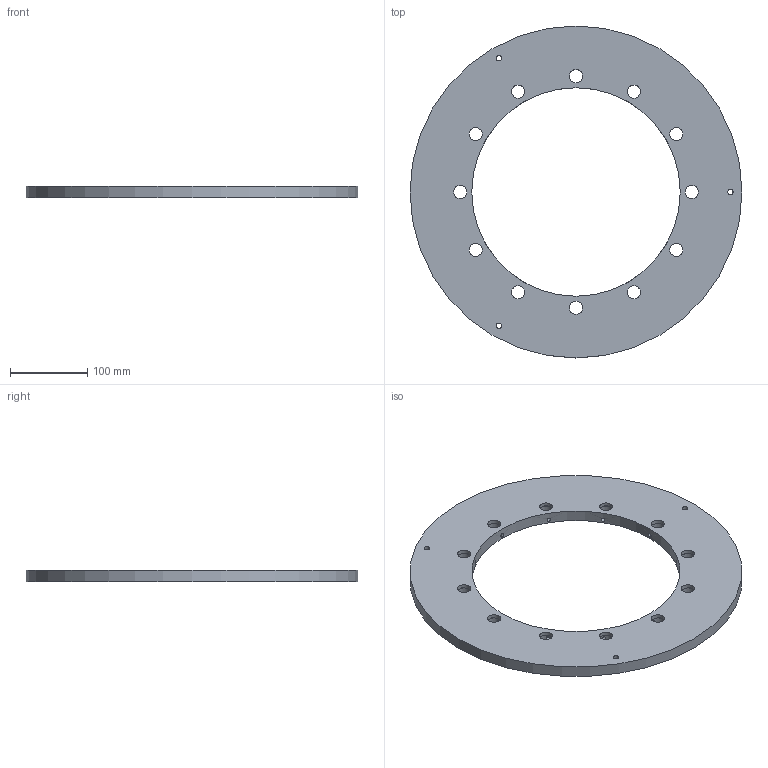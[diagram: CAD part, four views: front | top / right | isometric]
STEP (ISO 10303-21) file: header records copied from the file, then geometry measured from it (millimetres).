
FILE_DESCRIPTION(('FreeCAD Model'),'2;1');
FILE_NAME('Open CASCADE Shape Model','2022-04-18T14:20:38',('Author'),( ''),'Open CASCADE STEP processor 7.5','FreeCAD','Unknown');
FILE_SCHEMA(('AUTOMOTIVE_DESIGN { 1 0 10303 214 1 1 1 1 }'));
Length unit declared in the file: millimetre
Products named in the file (1): Shape
Bounding box: 430 x 430 x 15 mm (x, y, z)
Volume: 1268572.7 mm3; surface area: 215181.7 mm2
Topology: 1 solids, 1 shells, 55 faces, 127 edges, 84 vertices
Faces by surface type: cylinder 41, plane 14
Full cylindrical faces by diameter (mm): 5 x12, 7 x3, 17.05 x12, 19.05 x12, 270 x1, 430 x1
Entity records: 7226 total; most frequent: CARTESIAN_POINT 4535, DIRECTION 473, ORIENTED_EDGE 254, PCURVE 254, DEFINITIONAL_REPRESENTATION 254, LINE 187, VECTOR 187, EDGE_CURVE 127
